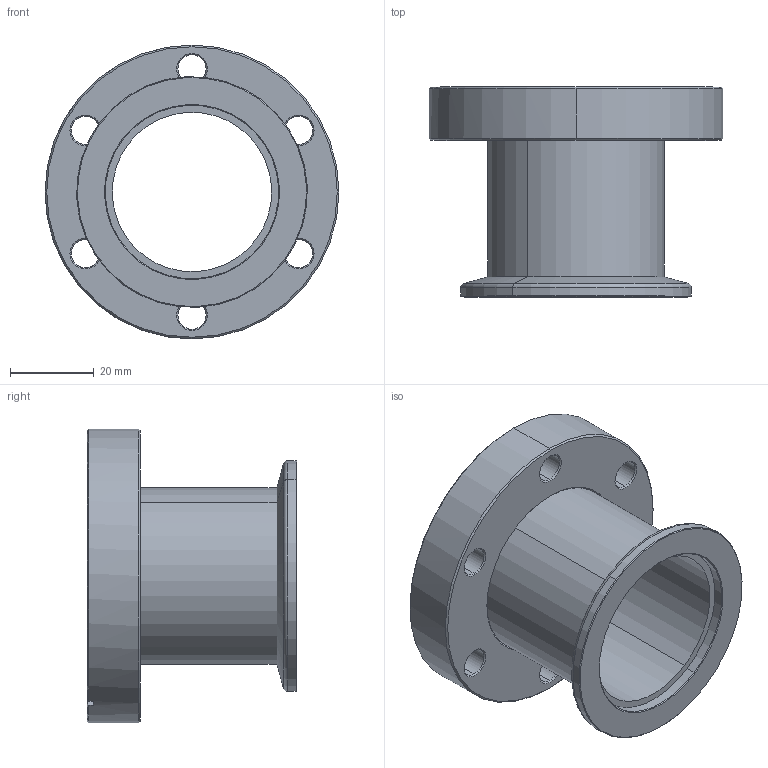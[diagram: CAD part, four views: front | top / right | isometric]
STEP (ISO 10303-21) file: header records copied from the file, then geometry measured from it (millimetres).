
FILE_DESCRIPTION (( 'STEP AP214' ), '1' );
FILE_NAME ('Hositrad_CFA35-KF40.STEP', '2014-08-26T10:33:20', ( '' ), ( '' ), 'SwSTEP 2.0', 'SolidWorks 2014', '' );
FILE_SCHEMA (( 'AUTOMOTIVE_DESIGN' ));
Length unit declared in the file: millimetre
Products named in the file (3): NW35CF-Weld-42; Hositrad_CFA35-KF40; KF-Weld Stub-All_KF40-42-44.7-Sp
Assembly tree (2 placements, depth 2):
  Hositrad_CFA35-KF40
    NW35CF-Weld-42
    KF-Weld Stub-All_KF40-42-44.7-Sp
Bounding box: 70 x 50 x 70 mm (x, y, z)
Volume: 43148.1 mm3; surface area: 24522.4 mm2
Topology: 2 solids, 2 shells, 86 faces, 192 edges, 112 vertices
Faces by surface type: cone 43, cylinder 29, plane 10, torus 4
Entity records: 2528 total; most frequent: DIRECTION 480, CARTESIAN_POINT 407, ORIENTED_EDGE 384, AXIS2_PLACEMENT_3D 201, EDGE_CURVE 192, VERTEX_POINT 112, CIRCLE 110, EDGE_LOOP 104
